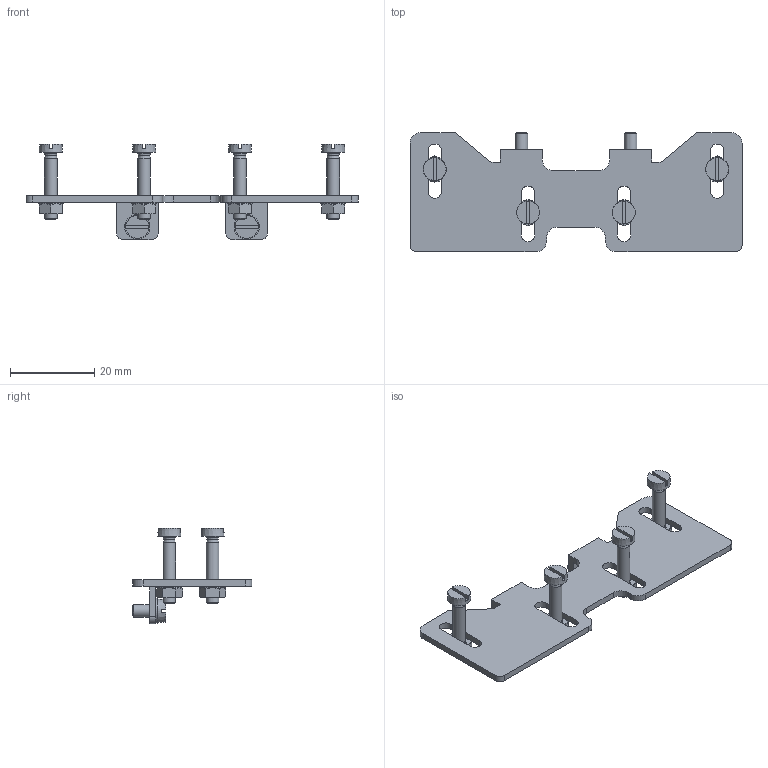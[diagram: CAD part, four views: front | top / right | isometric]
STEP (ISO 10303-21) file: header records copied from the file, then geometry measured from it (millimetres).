
FILE_DESCRIPTION(/* description */ ('STEP AP214'),/* implementation_level */ '2;1');
FILE_NAME(/* name */ '15684_WSR-12',/* time_stamp */ '2024-09-18T13:28:53+02:00',/* author */ ('License CC BY-ND 4.0'),/* organization */ ('CADENAS'),/* preprocessor_version */ 'ST-DEVELOPER v19.3',/* originating_system */ 'PARTsolutions',/* authorisation */ ' ');
FILE_SCHEMA (('AUTOMOTIVE_DESIGN {1 0 10303 214 3 1 1}'));
Length unit declared in the file: millimetre
Products named in the file (6): 15684 WSR-12; 15684 WSR-12-(Platte); Tooth lock washer DIN 6797 - J3.2; DIN-84 - M3x6; DIN-84 - M3x16; DIN 934 - M3(F)
Assembly tree (17 placements, depth 2):
  15684 WSR-12
    15684 WSR-12-(Platte)
    Tooth lock washer DIN 6797 - J3.2  x6
    DIN-84 - M3x6  x2
    DIN-84 - M3x16  x4
    DIN 934 - M3(F)  x4
Bounding box: 79 x 28.4 x 22.8 mm (x, y, z)
Volume: 3783 mm3; surface area: 6248 mm2
Topology: 17 solids, 17 shells, 352 faces, 906 edges, 594 vertices
Faces by surface type: plane 192, cylinder 114, cone 40, torus 6
Full cylindrical faces by diameter (mm): 2.459 x4, 3 x6, 3.2 x2, 6 x6
Entity records: 4082 total; most frequent: CARTESIAN_POINT 738, DIRECTION 682, ORIENTED_EDGE 616, EDGE_CURVE 308, AXIS2_PLACEMENT_3D 250, VERTEX_POINT 214, LINE 182, VECTOR 182
